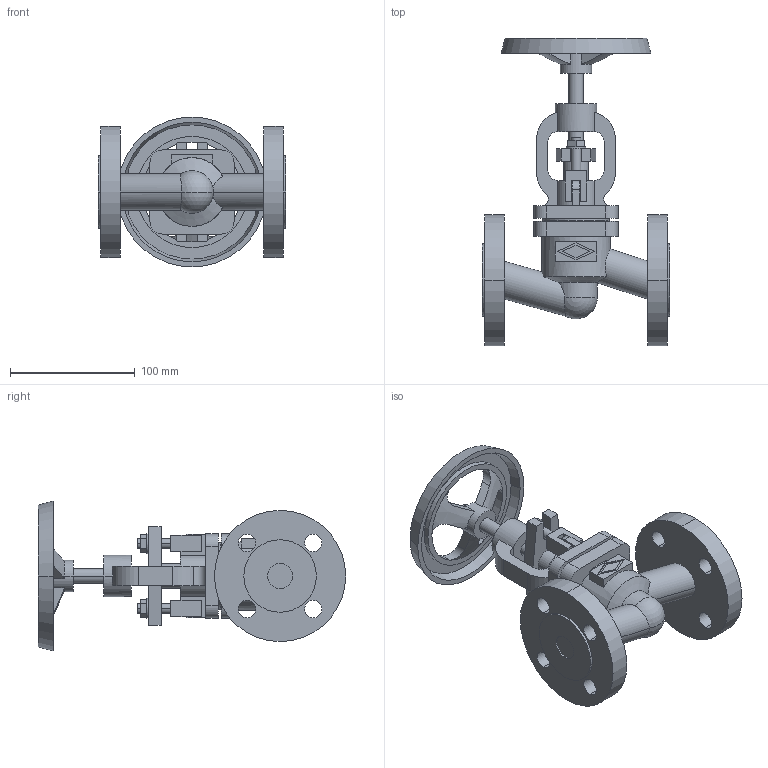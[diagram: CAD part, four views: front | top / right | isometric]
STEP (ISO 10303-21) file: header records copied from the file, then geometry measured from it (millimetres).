
FILE_DESCRIPTION(('OneSpaceDesigner STEP Export'),'2;1');
FILE_NAME('c000002053.stp','2005-12-02T11:06:50',(''),(''),'OneSpace Designer STEP processor for AP203 (Solid Model)','OneSpace Designer 13.20A 18-Aug-2005 (C) CoCreate Software GmbH','');
FILE_SCHEMA(('CONFIG_CONTROL_DESIGN'));
Length unit declared in the file: millimetre
Products named in the file (1): 1
Bounding box: 150 x 246.03 x 120 mm (x, y, z)
Volume: 685536.4 mm3; surface area: 135941.2 mm2
Topology: 1 solids, 1 shells, 248 faces, 642 edges, 419 vertices
Faces by surface type: plane 127, cylinder 103, cone 16, sphere 2
Entity records: 7549 total; most frequent: CARTESIAN_POINT 1672, ORIENTED_EDGE 1280, DIRECTION 1095, EDGE_CURVE 640, VERTEX_POINT 419, VECTOR 369, LINE 369, AXIS2_PLACEMENT_3D 363
